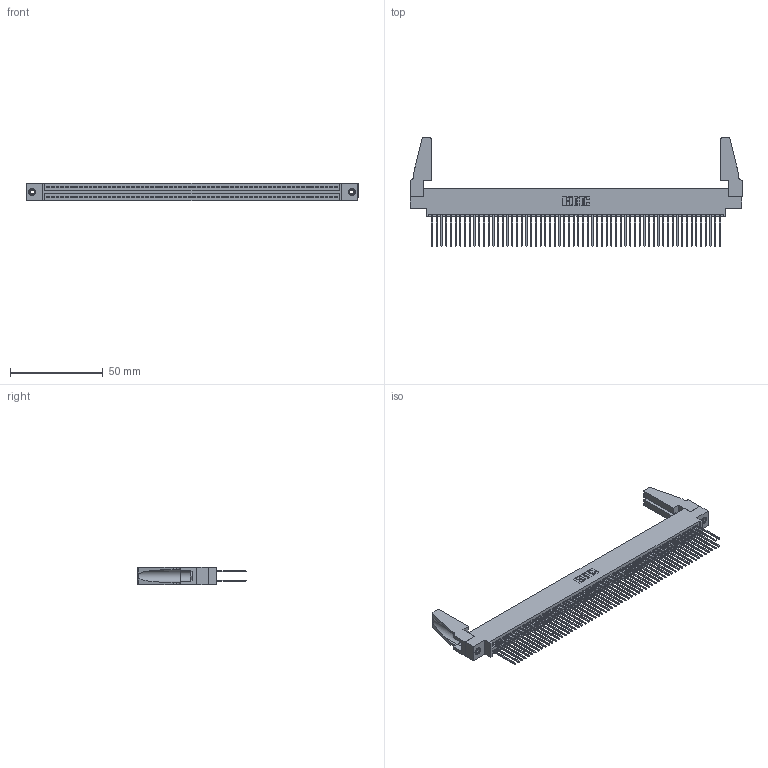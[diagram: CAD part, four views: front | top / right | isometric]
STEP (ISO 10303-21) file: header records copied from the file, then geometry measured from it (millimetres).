
FILE_DESCRIPTION (( 'STEP AP203' ), '1' );
FILE_NAME ('395-124-542-888.STEP', '2019-10-28T12:03:01', ( '' ), ( '' ), 'SwSTEP 2.0', 'SolidWorks 2016', '' );
FILE_SCHEMA (( 'CONFIG_CONTROL_DESIGN' ));
Length unit declared in the file: inch
Products named in the file (5): 345 Part_0.170 Offset - 0.156 Dia-TH; 345-292-001_345-293-142; 345-250-001_345-250-001-102; 345-220-078_345-220-088; 395-124-542-888
Assembly tree (129 placements, depth 2):
  395-124-542-888
    345 Part_0.170 Offset - 0.156 Dia-TH
    345-292-001_345-293-142  x124
    345-250-001_345-250-001-102  x2
    345-220-078_345-220-088  x2
Bounding box: 178.71 x 58.47 x 9.4 mm (x, y, z)
Volume: 21263.3 mm3; surface area: 32977.3 mm2
Topology: 129 solids, 129 shells, 6454 faces, 19143 edges, 12586 vertices
Faces by surface type: plane 4248, cylinder 2190, cone 12, torus 4
Entity records: 48252 total; most frequent: CARTESIAN_POINT 8066, ORIENTED_EDGE 7960, DIRECTION 7092, EDGE_CURVE 3980, LINE 3558, VECTOR 3558, VERTEX_POINT 2646, AXIS2_PLACEMENT_3D 1767
